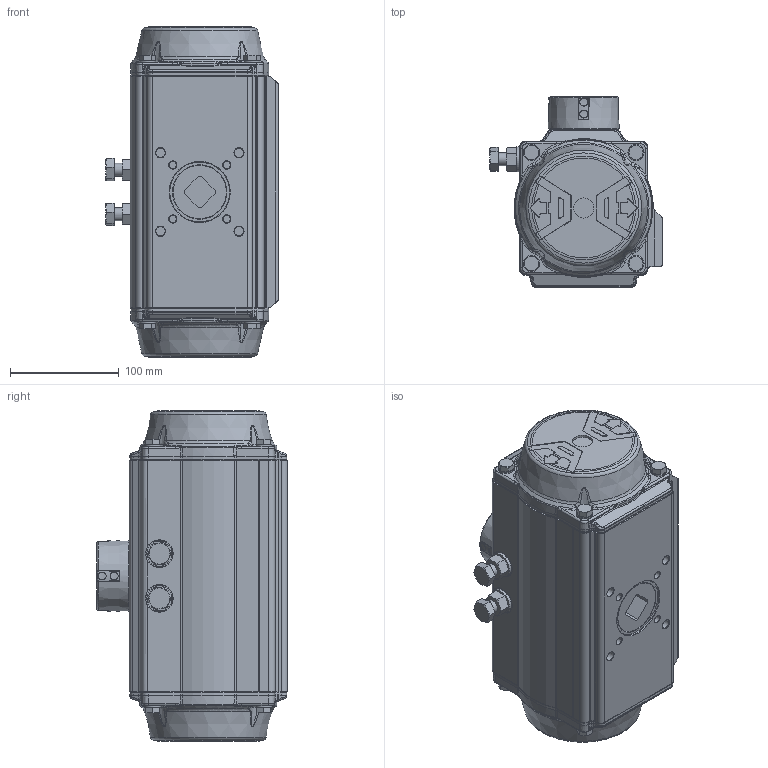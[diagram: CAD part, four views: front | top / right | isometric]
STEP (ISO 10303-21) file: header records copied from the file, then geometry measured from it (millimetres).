
FILE_DESCRIPTION(/* description */ (''),/* implementation_level */ '2;1');
FILE_NAME(/* name */ 'AT351U+Multifunzione.stp',/* time_stamp */ '2019-11-04T10:11:39+01:00',/* author */ ('A8711351'),/* organization */ (''),/* preprocessor_version */ 'ST-DEVELOPER v18',/* originating_system */ 'Autodesk Inventor 2020',/* authorisation */ '');
FILE_SCHEMA (('AUTOMOTIVE_DESIGN { 1 0 10303 214 3 1 1 }'));
Products named in the file (1): AT351U+Multifunzione
Bounding box: 158.2 x 175 x 303.4 mm (x, y, z)
Volume: 4797730 mm3; surface area: 205311.4 mm2
Topology: 1 solids, 5 shells, 1479 faces, 3624 edges, 2177 vertices
Faces by surface type: plane 504, bspline 341, cylinder 264, cone 230, torus 114, sphere 26
Full cylindrical faces by diameter (mm): 4.134 x4, 6.8 x4, 7.3 x8, 8.5 x4, 11.445 x2, 12 x2, 14.8 x8, 18.5 x2, 23 x2, 49 x1, 50 x1, 55 x1
Entity records: 50699 total; most frequent: CARTESIAN_POINT 17967, ORIENTED_EDGE 7188, DIRECTION 6435, EDGE_CURVE 3594, AXIS2_PLACEMENT_3D 2572, VERTEX_POINT 2177, EDGE_LOOP 1533, FACE_OUTER_BOUND 1479
